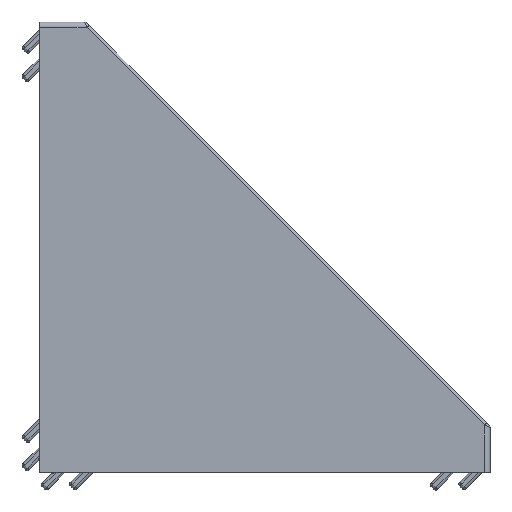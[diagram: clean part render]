
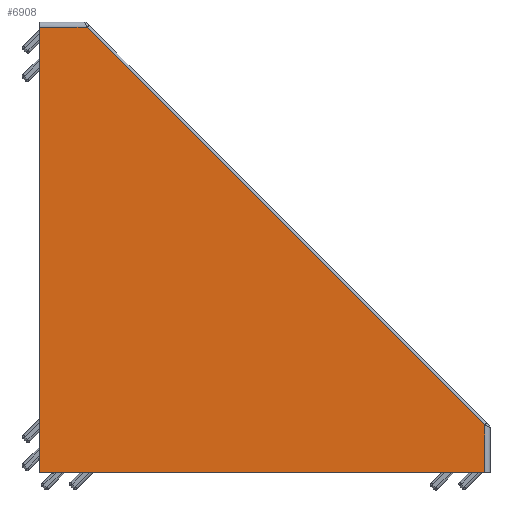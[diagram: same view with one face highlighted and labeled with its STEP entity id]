
A CAD part, left-side view. The second image highlights one B-rep face of the part: STEP entity #6908.
In plain terms, the highlighted planar face has unit normal (-1, 0, 0).
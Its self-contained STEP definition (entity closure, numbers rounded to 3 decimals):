
#6114=CARTESIAN_POINT('',(-42.0,-87.,9.293));
#6115=VERTEX_POINT('',#6114);
#6148=CARTESIAN_POINT('',(-42.0,-9.293,87.));
#6149=VERTEX_POINT('',#6148);
#6157=CARTESIAN_POINT('',(-42.0,-9.293,87.0));
#6158=DIRECTION('',(0.0,-0.707,-0.707));
#6159=VECTOR('',#6158,109.894);
#6160=LINE('',#6157,#6159);
#6161=EDGE_CURVE('',#6149,#6115,#6160,.T.);
#6858=CARTESIAN_POINT('',(-42.0,-87.,0.));
#6859=VERTEX_POINT('',#6858);
#6860=CARTESIAN_POINT('',(-42.0,-87.,9.293));
#6861=DIRECTION('',(0.0,0.0,-1.0));
#6862=VECTOR('',#6861,9.293);
#6863=LINE('',#6860,#6862);
#6864=EDGE_CURVE('',#6115,#6859,#6863,.T.);
#6877=CARTESIAN_POINT('',(-42.0,-26.27,26.27));
#6878=DIRECTION('',(1.0,0.0,0.0));
#6879=DIRECTION('',(0.0,0.0,-1.0));
#6880=AXIS2_PLACEMENT_3D('',#6877,#6878,#6879);
#6881=PLANE('',#6880);
#6882=ORIENTED_EDGE('',*,*,#6161,.F.);
#6883=CARTESIAN_POINT('',(-42.0,0.,87.));
#6884=VERTEX_POINT('',#6883);
#6885=CARTESIAN_POINT('',(-42.0,0.,87.));
#6886=DIRECTION('',(0.0,-1.0,0.0));
#6887=VECTOR('',#6886,9.293);
#6888=LINE('',#6885,#6887);
#6889=EDGE_CURVE('',#6884,#6149,#6888,.T.);
#6890=ORIENTED_EDGE('',*,*,#6889,.F.);
#6891=CARTESIAN_POINT('',(-42.0,0.0,0.0));
#6892=VERTEX_POINT('',#6891);
#6893=CARTESIAN_POINT('',(-42.0,0.,87.0));
#6894=DIRECTION('',(0.0,0.0,-1.0));
#6895=VECTOR('',#6894,87.0);
#6896=LINE('',#6893,#6895);
#6897=EDGE_CURVE('',#6884,#6892,#6896,.T.);
#6898=ORIENTED_EDGE('',*,*,#6897,.T.);
#6899=CARTESIAN_POINT('',(-42.0,0.0,0.0));
#6900=DIRECTION('',(0.0,-1.0,0.0));
#6901=VECTOR('',#6900,87.);
#6902=LINE('',#6899,#6901);
#6903=EDGE_CURVE('',#6892,#6859,#6902,.T.);
#6904=ORIENTED_EDGE('',*,*,#6903,.T.);
#6905=ORIENTED_EDGE('',*,*,#6864,.F.);
#6906=EDGE_LOOP('',(#6882,#6890,#6898,#6904,#6905));
#6907=FACE_OUTER_BOUND('',#6906,.T.);
#6908=ADVANCED_FACE('',(#6907),#6881,.F.);
